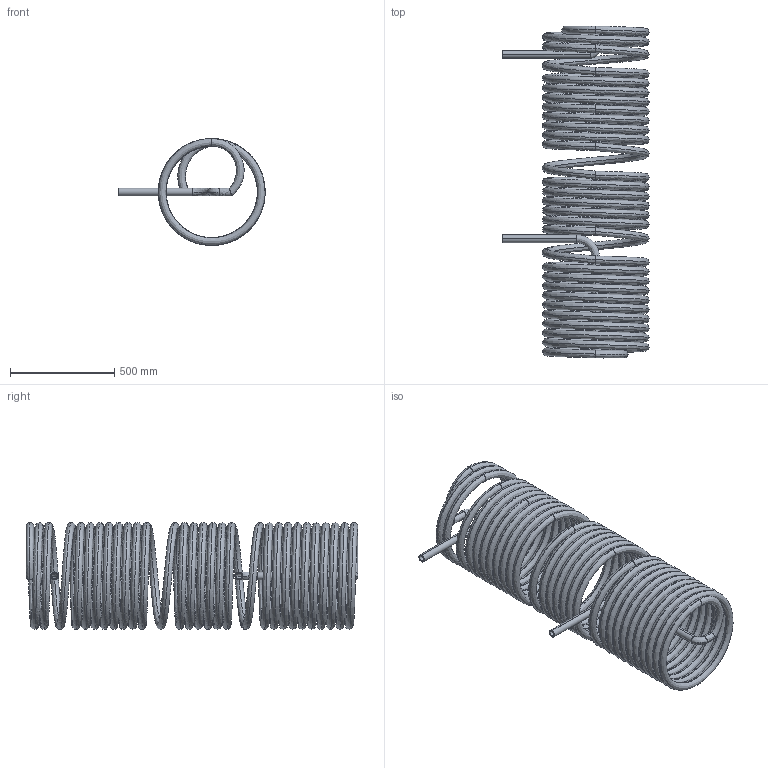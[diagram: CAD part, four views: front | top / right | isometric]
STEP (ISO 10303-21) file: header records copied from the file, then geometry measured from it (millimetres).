
FILE_DESCRIPTION(('FreeCAD Model'),'2;1');
FILE_NAME('Open CASCADE Shape Model','2025-05-01T19:57:21',('FreeCAD'),( 'FreeCAD'),'Open CASCADE STEP processor 7.6','FreeCAD','Unknown');
FILE_SCHEMA(('AUTOMOTIVE_DESIGN { 1 0 10303 214 1 1 1 1 }'));
Products named in the file (1): Open CASCADE STEP translator 7.6 1
Bounding box: 701.81 x 1592.05 x 512.6 mm (x, y, z)
Volume: 19274273.5 mm3; surface area: 9475723.1 mm2
Topology: 1 solids, 1 shells, 82 faces, 248 edges, 168 vertices
Faces by surface type: bspline 82
Entity records: 586076 total; most frequent: CARTESIAN_POINT 584720, ORIENTED_EDGE 496, EDGE_CURVE 248, VERTEX_POINT 168, B_SPLINE_CURVE_WITH_KNOTS 155, FACE_BOUND 84, EDGE_LOOP 84, ADVANCED_FACE 82
